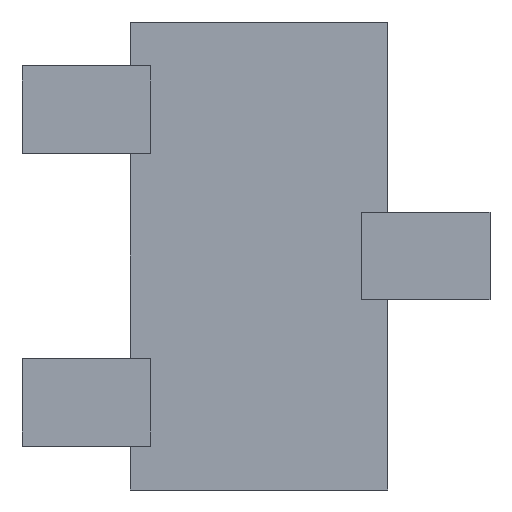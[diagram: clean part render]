
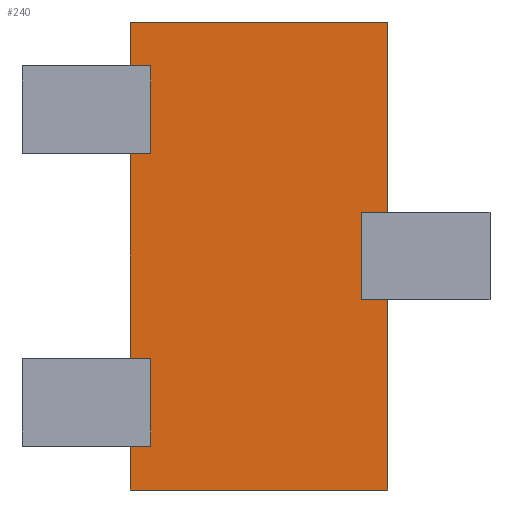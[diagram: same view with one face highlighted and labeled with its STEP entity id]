
A CAD part, front view. The second image highlights one B-rep face of the part: STEP entity #240.
In plain terms, the highlighted planar face has unit normal (0, -1, 0).
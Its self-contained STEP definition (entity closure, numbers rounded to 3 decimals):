
#2 = ORIENTED_EDGE ( 'NONE', *, *, #744, .T. ) ;
#3 = CARTESIAN_POINT ( 'NONE',  ( -0.37, 0., 0.35 ) ) ;
#11 = VECTOR ( 'NONE', #608, 1000. ) ;
#26 = DIRECTION ( 'NONE',  ( 0., 0., 1. ) ) ;
#27 = LINE ( 'NONE', #3, #385 ) ;
#30 = EDGE_CURVE ( 'NONE', #1162, #639, #1246, .T. ) ;
#61 = EDGE_CURVE ( 'NONE', #341, #330, #487, .T. ) ;
#75 = PLANE ( 'NONE',  #224 ) ;
#80 = CARTESIAN_POINT ( 'NONE',  ( -0.37, 0., -0.65 ) ) ;
#88 = LINE ( 'NONE', #667, #850 ) ;
#99 = VERTEX_POINT ( 'NONE', #566 ) ;
#112 = ORIENTED_EDGE ( 'NONE', *, *, #61, .T. ) ;
#123 = CARTESIAN_POINT ( 'NONE',  ( 0., 0., -0.35 ) ) ;
#129 = CARTESIAN_POINT ( 'NONE',  ( 0.44, 0., -0.15 ) ) ;
#137 = CARTESIAN_POINT ( 'NONE',  ( -0.44, 0., 0.8 ) ) ;
#166 = DIRECTION ( 'NONE',  ( -1., 0., 0. ) ) ;
#187 = DIRECTION ( 'NONE',  ( 0., 0., -1. ) ) ;
#194 = CARTESIAN_POINT ( 'NONE',  ( 0.44, 0., 0.15 ) ) ;
#220 = VECTOR ( 'NONE', #26, 1000. ) ;
#224 = AXIS2_PLACEMENT_3D ( 'NONE', #473, #892, #1208 ) ;
#240 = ADVANCED_FACE ( 'NONE', ( #579 ), #75, .T. ) ;
#245 = LINE ( 'NONE', #80, #406 ) ;
#258 = EDGE_CURVE ( 'NONE', #330, #986, #697, .T. ) ;
#259 = DIRECTION ( 'NONE',  ( 1., 0., 0. ) ) ;
#262 = VECTOR ( 'NONE', #259, 1000. ) ;
#270 = CARTESIAN_POINT ( 'NONE',  ( 0.35, 0., -0.15 ) ) ;
#282 = VERTEX_POINT ( 'NONE', #672 ) ;
#321 = EDGE_CURVE ( 'NONE', #1089, #99, #245, .T. ) ;
#330 = VERTEX_POINT ( 'NONE', #781 ) ;
#341 = VERTEX_POINT ( 'NONE', #270 ) ;
#352 = CARTESIAN_POINT ( 'NONE',  ( -0.44, 0., -0.35 ) ) ;
#382 = VERTEX_POINT ( 'NONE', #478 ) ;
#385 = VECTOR ( 'NONE', #1037, 1000. ) ;
#393 = CARTESIAN_POINT ( 'NONE',  ( -0.44, 0., -0.65 ) ) ;
#404 = EDGE_CURVE ( 'NONE', #609, #830, #1060, .T. ) ;
#406 = VECTOR ( 'NONE', #1294, 1000. ) ;
#429 = ORIENTED_EDGE ( 'NONE', *, *, #258, .T. ) ;
#453 = VECTOR ( 'NONE', #539, 1000. ) ;
#454 = CARTESIAN_POINT ( 'NONE',  ( 0., 0., 0.65 ) ) ;
#472 = VERTEX_POINT ( 'NONE', #393 ) ;
#473 = CARTESIAN_POINT ( 'NONE',  ( 0., 0., 0. ) ) ;
#475 = ORIENTED_EDGE ( 'NONE', *, *, #746, .F. ) ;
#478 = CARTESIAN_POINT ( 'NONE',  ( -0.44, 0., -0.8 ) ) ;
#487 = LINE ( 'NONE', #959, #220 ) ;
#489 = EDGE_CURVE ( 'NONE', #827, #282, #855, .T. ) ;
#518 = EDGE_CURVE ( 'NONE', #99, #472, #534, .T. ) ;
#534 = LINE ( 'NONE', #1151, #772 ) ;
#539 = DIRECTION ( 'NONE',  ( 1., 0., 0. ) ) ;
#552 = DIRECTION ( 'NONE',  ( -1., 0., 0. ) ) ;
#555 = DIRECTION ( 'NONE',  ( 0., 0., -1. ) ) ;
#557 = ORIENTED_EDGE ( 'NONE', *, *, #1043, .T. ) ;
#561 = VECTOR ( 'NONE', #1279, 1000. ) ;
#566 = CARTESIAN_POINT ( 'NONE',  ( -0.37, 0., -0.65 ) ) ;
#579 = FACE_OUTER_BOUND ( 'NONE', #623, .T. ) ;
#601 = VERTEX_POINT ( 'NONE', #1053 ) ;
#608 = DIRECTION ( 'NONE',  ( 1., 0., 0. ) ) ;
#609 = VERTEX_POINT ( 'NONE', #137 ) ;
#623 = EDGE_LOOP ( 'NONE', ( #797, #1300, #112, #429, #475, #1000, #671, #1174, #1184, #557, #651, #2, #782, #929, #1273, #874 ) ) ;
#624 = LINE ( 'NONE', #454, #561 ) ;
#634 = DIRECTION ( 'NONE',  ( 0., 0., 1. ) ) ;
#639 = VERTEX_POINT ( 'NONE', #745 ) ;
#651 = ORIENTED_EDGE ( 'NONE', *, *, #945, .F. ) ;
#652 = CARTESIAN_POINT ( 'NONE',  ( -0.44, 0., 0.35 ) ) ;
#663 = CARTESIAN_POINT ( 'NONE',  ( 0.44, 0., 0.8 ) ) ;
#667 = CARTESIAN_POINT ( 'NONE',  ( -0.44, 0., 0.8 ) ) ;
#671 = ORIENTED_EDGE ( 'NONE', *, *, #1243, .F. ) ;
#672 = CARTESIAN_POINT ( 'NONE',  ( -0.37, 0., 0.35 ) ) ;
#673 = VECTOR ( 'NONE', #555, 1000. ) ;
#691 = LINE ( 'NONE', #903, #954 ) ;
#697 = LINE ( 'NONE', #871, #262 ) ;
#718 = DIRECTION ( 'NONE',  ( -1., 0., 0. ) ) ;
#719 = LINE ( 'NONE', #123, #453 ) ;
#734 = VECTOR ( 'NONE', #552, 1000. ) ;
#744 = EDGE_CURVE ( 'NONE', #831, #1089, #719, .T. ) ;
#745 = CARTESIAN_POINT ( 'NONE',  ( 0.44, 0., -0.8 ) ) ;
#746 = EDGE_CURVE ( 'NONE', #830, #986, #1039, .T. ) ;
#749 = CARTESIAN_POINT ( 'NONE',  ( 0., 0., -0.15 ) ) ;
#751 = VECTOR ( 'NONE', #166, 1000. ) ;
#765 = DIRECTION ( 'NONE',  ( 0., 0., 1. ) ) ;
#772 = VECTOR ( 'NONE', #718, 1000. ) ;
#781 = CARTESIAN_POINT ( 'NONE',  ( 0.35, 0., 0.15 ) ) ;
#782 = ORIENTED_EDGE ( 'NONE', *, *, #321, .T. ) ;
#797 = ORIENTED_EDGE ( 'NONE', *, *, #30, .F. ) ;
#798 = DIRECTION ( 'NONE',  ( 0., 0., 1. ) ) ;
#803 = CARTESIAN_POINT ( 'NONE',  ( -0.44, 0., 0.8 ) ) ;
#805 = VECTOR ( 'NONE', #187, 1000. ) ;
#827 = VERTEX_POINT ( 'NONE', #1183 ) ;
#830 = VERTEX_POINT ( 'NONE', #1278 ) ;
#831 = VERTEX_POINT ( 'NONE', #352 ) ;
#850 = VECTOR ( 'NONE', #765, 1000. ) ;
#855 = LINE ( 'NONE', #1028, #805 ) ;
#871 = CARTESIAN_POINT ( 'NONE',  ( 0.79, 0., 0.15 ) ) ;
#874 = ORIENTED_EDGE ( 'NONE', *, *, #905, .F. ) ;
#884 = CARTESIAN_POINT ( 'NONE',  ( -0.44, 0., -0.8 ) ) ;
#892 = DIRECTION ( 'NONE',  ( 0., -1., 0. ) ) ;
#900 = LINE ( 'NONE', #1249, #951 ) ;
#903 = CARTESIAN_POINT ( 'NONE',  ( -0.44, 0., 0.8 ) ) ;
#905 = EDGE_CURVE ( 'NONE', #639, #382, #1058, .T. ) ;
#929 = ORIENTED_EDGE ( 'NONE', *, *, #518, .T. ) ;
#945 = EDGE_CURVE ( 'NONE', #831, #1222, #691, .T. ) ;
#949 = CARTESIAN_POINT ( 'NONE',  ( 0.44, 0., 0.8 ) ) ;
#951 = VECTOR ( 'NONE', #634, 1000. ) ;
#954 = VECTOR ( 'NONE', #798, 1000. ) ;
#959 = CARTESIAN_POINT ( 'NONE',  ( 0.35, 0., -0.15 ) ) ;
#986 = VERTEX_POINT ( 'NONE', #194 ) ;
#988 = LINE ( 'NONE', #749, #734 ) ;
#1000 = ORIENTED_EDGE ( 'NONE', *, *, #404, .F. ) ;
#1028 = CARTESIAN_POINT ( 'NONE',  ( -0.37, 0., 0.65 ) ) ;
#1031 = CARTESIAN_POINT ( 'NONE',  ( -0.37, 0., -0.35 ) ) ;
#1037 = DIRECTION ( 'NONE',  ( -1., 0., 0. ) ) ;
#1039 = LINE ( 'NONE', #663, #673 ) ;
#1043 = EDGE_CURVE ( 'NONE', #282, #1222, #27, .T. ) ;
#1053 = CARTESIAN_POINT ( 'NONE',  ( -0.44, 0., 0.65 ) ) ;
#1058 = LINE ( 'NONE', #884, #751 ) ;
#1060 = LINE ( 'NONE', #803, #11 ) ;
#1089 = VERTEX_POINT ( 'NONE', #1031 ) ;
#1125 = EDGE_CURVE ( 'NONE', #382, #472, #900, .T. ) ;
#1151 = CARTESIAN_POINT ( 'NONE',  ( -0.37, 0., -0.65 ) ) ;
#1162 = VERTEX_POINT ( 'NONE', #129 ) ;
#1174 = ORIENTED_EDGE ( 'NONE', *, *, #1191, .T. ) ;
#1183 = CARTESIAN_POINT ( 'NONE',  ( -0.37, 0., 0.65 ) ) ;
#1184 = ORIENTED_EDGE ( 'NONE', *, *, #489, .T. ) ;
#1191 = EDGE_CURVE ( 'NONE', #601, #827, #624, .T. ) ;
#1197 = EDGE_CURVE ( 'NONE', #1162, #341, #988, .T. ) ;
#1208 = DIRECTION ( 'NONE',  ( 0., 0., -1. ) ) ;
#1222 = VERTEX_POINT ( 'NONE', #652 ) ;
#1243 = EDGE_CURVE ( 'NONE', #601, #609, #88, .T. ) ;
#1246 = LINE ( 'NONE', #949, #1315 ) ;
#1249 = CARTESIAN_POINT ( 'NONE',  ( -0.44, 0., 0.8 ) ) ;
#1263 = DIRECTION ( 'NONE',  ( 0., 0., -1. ) ) ;
#1273 = ORIENTED_EDGE ( 'NONE', *, *, #1125, .F. ) ;
#1278 = CARTESIAN_POINT ( 'NONE',  ( 0.44, 0., 0.8 ) ) ;
#1279 = DIRECTION ( 'NONE',  ( 1., 0., 0. ) ) ;
#1294 = DIRECTION ( 'NONE',  ( 0., 0., -1. ) ) ;
#1300 = ORIENTED_EDGE ( 'NONE', *, *, #1197, .T. ) ;
#1315 = VECTOR ( 'NONE', #1263, 1000. ) ;
